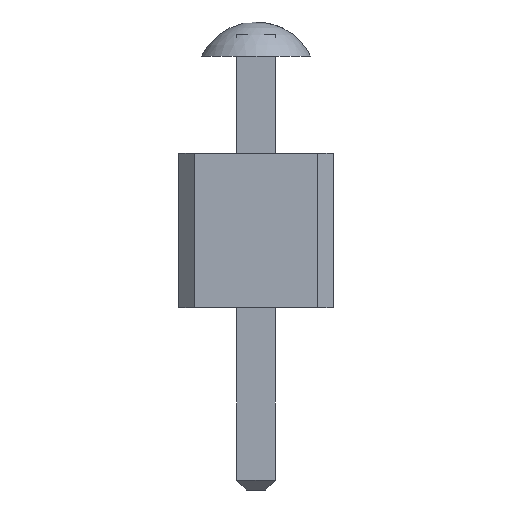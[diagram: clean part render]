
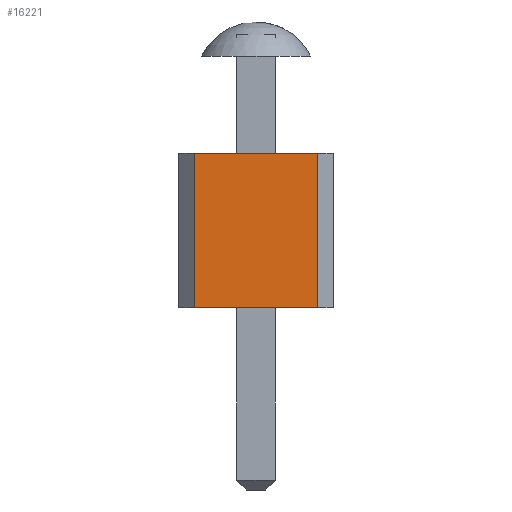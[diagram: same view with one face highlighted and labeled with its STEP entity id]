
A CAD part, front view. The second image highlights one B-rep face of the part: STEP entity #16221.
In plain terms, the highlighted planar face has unit normal (0, -1, 0).
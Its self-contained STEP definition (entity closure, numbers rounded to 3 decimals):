
#94 = PLANE('',#95);
#95 = AXIS2_PLACEMENT_3D('',#96,#97,#98);
#96 = CARTESIAN_POINT('',(0.,-31.75,2.54));
#97 = DIRECTION('',(0.,0.,1.));
#98 = DIRECTION('',(1.,0.,0.));
#148 = PLANE('',#149);
#149 = AXIS2_PLACEMENT_3D('',#150,#151,#152);
#150 = CARTESIAN_POINT('',(0.,-31.75,0.));
#151 = DIRECTION('',(0.,0.,1.));
#152 = DIRECTION('',(1.,0.,0.));
#2364 = VERTEX_POINT('',#2365);
#2365 = CARTESIAN_POINT('',(-1.016,-64.77,2.54));
#2379 = PLANE('',#2380);
#2380 = AXIS2_PLACEMENT_3D('',#2381,#2382,#2383);
#2381 = CARTESIAN_POINT('',(-1.27,-64.516,0.));
#2382 = DIRECTION('',(0.707,0.707,0.));
#2383 = DIRECTION('',(0.707,-0.707,0.));
#2391 = EDGE_CURVE('',#2364,#2392,#2394,.T.);
#2392 = VERTEX_POINT('',#2393);
#2393 = CARTESIAN_POINT('',(1.016,-64.77,2.54));
#2394 = SURFACE_CURVE('',#2395,(#2399,#2406),.PCURVE_S1.);
#2395 = LINE('',#2396,#2397);
#2396 = CARTESIAN_POINT('',(-1.016,-64.77,2.54));
#2397 = VECTOR('',#2398,1.);
#2398 = DIRECTION('',(1.,0.,0.));
#2399 = PCURVE('',#94,#2400);
#2400 = DEFINITIONAL_REPRESENTATION('',(#2401),#2405);
#2401 = LINE('',#2402,#2403);
#2402 = CARTESIAN_POINT('',(-1.016,-33.02));
#2403 = VECTOR('',#2404,1.);
#2404 = DIRECTION('',(1.,0.));
#2405 = ( GEOMETRIC_REPRESENTATION_CONTEXT(2) 
PARAMETRIC_REPRESENTATION_CONTEXT() REPRESENTATION_CONTEXT('2D SPACE',''
  ) );
#2406 = PCURVE('',#2407,#2412);
#2407 = PLANE('',#2408);
#2408 = AXIS2_PLACEMENT_3D('',#2409,#2410,#2411);
#2409 = CARTESIAN_POINT('',(-1.016,-64.77,0.));
#2410 = DIRECTION('',(0.,1.,0.));
#2411 = DIRECTION('',(1.,0.,0.));
#2412 = DEFINITIONAL_REPRESENTATION('',(#2413),#2417);
#2413 = LINE('',#2414,#2415);
#2414 = CARTESIAN_POINT('',(0.,-2.54));
#2415 = VECTOR('',#2416,1.);
#2416 = DIRECTION('',(1.,0.));
#2417 = ( GEOMETRIC_REPRESENTATION_CONTEXT(2) 
PARAMETRIC_REPRESENTATION_CONTEXT() REPRESENTATION_CONTEXT('2D SPACE',''
  ) );
#2435 = PLANE('',#2436);
#2436 = AXIS2_PLACEMENT_3D('',#2437,#2438,#2439);
#2437 = CARTESIAN_POINT('',(1.016,-64.77,0.));
#2438 = DIRECTION('',(-0.707,0.707,0.));
#2439 = DIRECTION('',(0.707,0.707,0.));
#9341 = VERTEX_POINT('',#9342);
#9342 = CARTESIAN_POINT('',(-1.016,-64.77,0.));
#9363 = EDGE_CURVE('',#9341,#9364,#9366,.T.);
#9364 = VERTEX_POINT('',#9365);
#9365 = CARTESIAN_POINT('',(1.016,-64.77,0.));
#9366 = SURFACE_CURVE('',#9367,(#9371,#9378),.PCURVE_S1.);
#9367 = LINE('',#9368,#9369);
#9368 = CARTESIAN_POINT('',(-1.016,-64.77,0.));
#9369 = VECTOR('',#9370,1.);
#9370 = DIRECTION('',(1.,0.,0.));
#9371 = PCURVE('',#148,#9372);
#9372 = DEFINITIONAL_REPRESENTATION('',(#9373),#9377);
#9373 = LINE('',#9374,#9375);
#9374 = CARTESIAN_POINT('',(-1.016,-33.02));
#9375 = VECTOR('',#9376,1.);
#9376 = DIRECTION('',(1.,0.));
#9377 = ( GEOMETRIC_REPRESENTATION_CONTEXT(2) 
PARAMETRIC_REPRESENTATION_CONTEXT() REPRESENTATION_CONTEXT('2D SPACE',''
  ) );
#9378 = PCURVE('',#2407,#9379);
#9379 = DEFINITIONAL_REPRESENTATION('',(#9380),#9384);
#9380 = LINE('',#9381,#9382);
#9381 = CARTESIAN_POINT('',(0.,0.));
#9382 = VECTOR('',#9383,1.);
#9383 = DIRECTION('',(1.,0.));
#9384 = ( GEOMETRIC_REPRESENTATION_CONTEXT(2) 
PARAMETRIC_REPRESENTATION_CONTEXT() REPRESENTATION_CONTEXT('2D SPACE',''
  ) );
#16200 = EDGE_CURVE('',#9341,#2364,#16201,.T.);
#16201 = SURFACE_CURVE('',#16202,(#16206,#16213),.PCURVE_S1.);
#16202 = LINE('',#16203,#16204);
#16203 = CARTESIAN_POINT('',(-1.016,-64.77,0.));
#16204 = VECTOR('',#16205,1.);
#16205 = DIRECTION('',(0.,0.,1.));
#16206 = PCURVE('',#2379,#16207);
#16207 = DEFINITIONAL_REPRESENTATION('',(#16208),#16212);
#16208 = LINE('',#16209,#16210);
#16209 = CARTESIAN_POINT('',(0.359,0.));
#16210 = VECTOR('',#16211,1.);
#16211 = DIRECTION('',(0.,-1.));
#16212 = ( GEOMETRIC_REPRESENTATION_CONTEXT(2) 
PARAMETRIC_REPRESENTATION_CONTEXT() REPRESENTATION_CONTEXT('2D SPACE',''
  ) );
#16213 = PCURVE('',#2407,#16214);
#16214 = DEFINITIONAL_REPRESENTATION('',(#16215),#16219);
#16215 = LINE('',#16216,#16217);
#16216 = CARTESIAN_POINT('',(0.,0.));
#16217 = VECTOR('',#16218,1.);
#16218 = DIRECTION('',(0.,-1.));
#16219 = ( GEOMETRIC_REPRESENTATION_CONTEXT(2) 
PARAMETRIC_REPRESENTATION_CONTEXT() REPRESENTATION_CONTEXT('2D SPACE',''
  ) );
#16221 = ADVANCED_FACE('',(#16222),#2407,.F.);
#16222 = FACE_BOUND('',#16223,.F.);
#16223 = EDGE_LOOP('',(#16224,#16225,#16226,#16247));
#16224 = ORIENTED_EDGE('',*,*,#16200,.T.);
#16225 = ORIENTED_EDGE('',*,*,#2391,.T.);
#16226 = ORIENTED_EDGE('',*,*,#16227,.F.);
#16227 = EDGE_CURVE('',#9364,#2392,#16228,.T.);
#16228 = SURFACE_CURVE('',#16229,(#16233,#16240),.PCURVE_S1.);
#16229 = LINE('',#16230,#16231);
#16230 = CARTESIAN_POINT('',(1.016,-64.77,0.));
#16231 = VECTOR('',#16232,1.);
#16232 = DIRECTION('',(0.,0.,1.));
#16233 = PCURVE('',#2407,#16234);
#16234 = DEFINITIONAL_REPRESENTATION('',(#16235),#16239);
#16235 = LINE('',#16236,#16237);
#16236 = CARTESIAN_POINT('',(2.032,0.));
#16237 = VECTOR('',#16238,1.);
#16238 = DIRECTION('',(0.,-1.));
#16239 = ( GEOMETRIC_REPRESENTATION_CONTEXT(2) 
PARAMETRIC_REPRESENTATION_CONTEXT() REPRESENTATION_CONTEXT('2D SPACE',''
  ) );
#16240 = PCURVE('',#2435,#16241);
#16241 = DEFINITIONAL_REPRESENTATION('',(#16242),#16246);
#16242 = LINE('',#16243,#16244);
#16243 = CARTESIAN_POINT('',(0.,0.));
#16244 = VECTOR('',#16245,1.);
#16245 = DIRECTION('',(0.,-1.));
#16246 = ( GEOMETRIC_REPRESENTATION_CONTEXT(2) 
PARAMETRIC_REPRESENTATION_CONTEXT() REPRESENTATION_CONTEXT('2D SPACE',''
  ) );
#16247 = ORIENTED_EDGE('',*,*,#9363,.F.);
